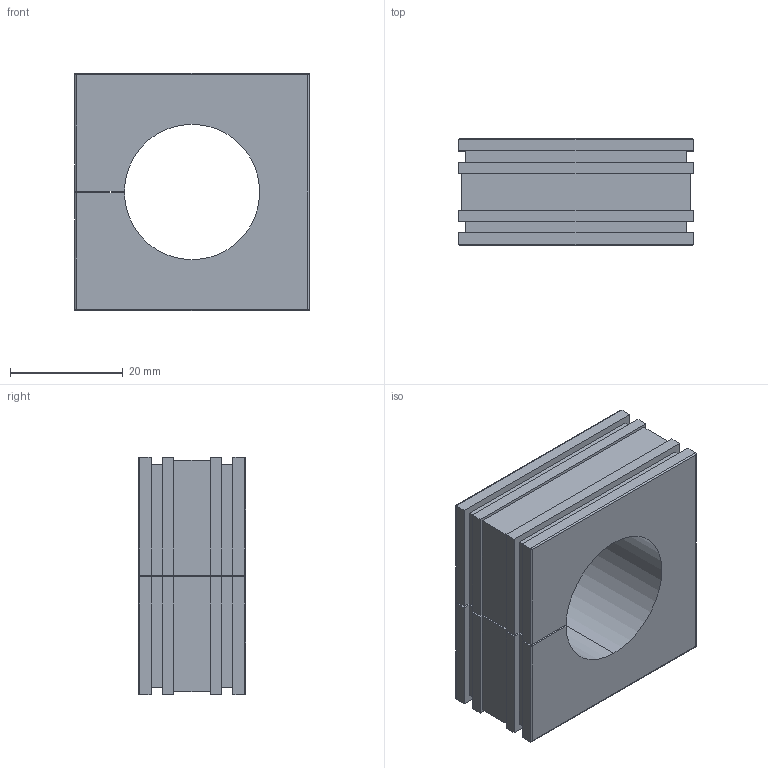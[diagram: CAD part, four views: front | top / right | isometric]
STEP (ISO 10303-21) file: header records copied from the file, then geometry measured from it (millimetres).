
FILE_DESCRIPTION(('STEP AP242'),'1');
FILE_NAME('41224.stp','2020-06-03T11:58:18',('TraceParts'),('TraceParts S.A.'),'Spatial InterOp 3D',' ',' ');
FILE_SCHEMA(('AP242_MANAGED_MODEL_BASED_3D_ENGINEERING_MIM_LF {1 0 10303 442 1 1 4}'));
Length unit declared in the file: millimetre
Products named in the file (1): 41224
Bounding box: 41.5 x 19 x 42 mm (x, y, z)
Volume: 23116.5 mm3; surface area: 8367.3 mm2
Topology: 1 solids, 1 shells, 89 faces, 241 edges, 158 vertices
Faces by surface type: plane 68, cylinder 15, bspline 6
Entity records: 3124 total; most frequent: CARTESIAN_POINT 919, ORIENTED_EDGE 482, DIRECTION 403, EDGE_CURVE 241, LINE 207, VECTOR 207, VERTEX_POINT 158, AXIS2_PLACEMENT_3D 98
